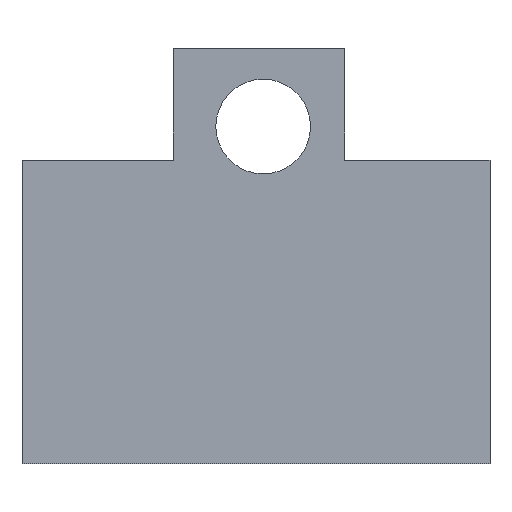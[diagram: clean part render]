
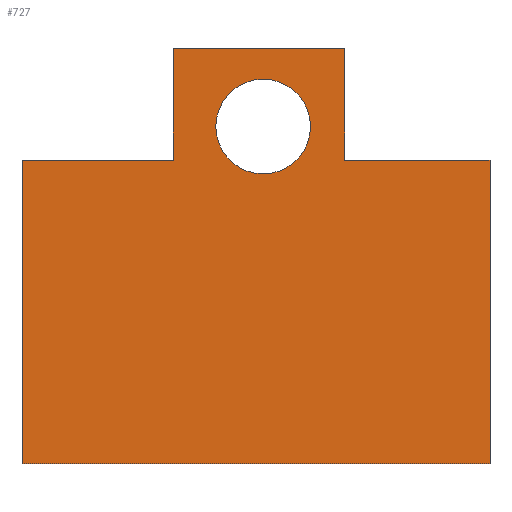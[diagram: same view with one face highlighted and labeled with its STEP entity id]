
A CAD part, top view. The second image highlights one B-rep face of the part: STEP entity #727.
In plain terms, the highlighted planar face has unit normal (0, 0, 1).
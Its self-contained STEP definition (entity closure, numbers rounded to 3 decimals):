
#24 = VERTEX_POINT('',#25);
#25 = CARTESIAN_POINT('',(15.985,43.869,1.));
#32 = PLANE('',#33);
#33 = AXIS2_PLACEMENT_3D('',#34,#35,#36);
#34 = CARTESIAN_POINT('',(15.985,43.869,0.));
#35 = DIRECTION('',(1.,0.,-0.));
#36 = DIRECTION('',(0.,-1.,0.));
#44 = PLANE('',#45);
#45 = AXIS2_PLACEMENT_3D('',#46,#47,#48);
#46 = CARTESIAN_POINT('',(15.985,43.869,0.));
#47 = DIRECTION('',(0.,1.,0.));
#48 = DIRECTION('',(1.,0.,0.));
#56 = EDGE_CURVE('',#24,#57,#59,.T.);
#57 = VERTEX_POINT('',#58);
#58 = CARTESIAN_POINT('',(15.985,32.044,1.));
#59 = SURFACE_CURVE('',#60,(#64,#71),.PCURVE_S1.);
#60 = LINE('',#61,#62);
#61 = CARTESIAN_POINT('',(15.985,43.869,1.));
#62 = VECTOR('',#63,1.);
#63 = DIRECTION('',(0.,-1.,0.));
#64 = PCURVE('',#32,#65);
#65 = DEFINITIONAL_REPRESENTATION('',(#66),#70);
#66 = LINE('',#67,#68);
#67 = CARTESIAN_POINT('',(0.,-1.));
#68 = VECTOR('',#69,1.);
#69 = DIRECTION('',(1.,0.));
#70 = ( GEOMETRIC_REPRESENTATION_CONTEXT(2) 
PARAMETRIC_REPRESENTATION_CONTEXT() REPRESENTATION_CONTEXT('2D SPACE',''
  ) );
#71 = PCURVE('',#72,#77);
#72 = PLANE('',#73);
#73 = AXIS2_PLACEMENT_3D('',#74,#75,#76);
#74 = CARTESIAN_POINT('',(24.75,19.95,1.));
#75 = DIRECTION('',(0.,0.,1.));
#76 = DIRECTION('',(1.,0.,0.));
#77 = DEFINITIONAL_REPRESENTATION('',(#78),#82);
#78 = LINE('',#79,#80);
#79 = CARTESIAN_POINT('',(-8.764,23.919));
#80 = VECTOR('',#81,1.);
#81 = DIRECTION('',(0.,-1.));
#82 = ( GEOMETRIC_REPRESENTATION_CONTEXT(2) 
PARAMETRIC_REPRESENTATION_CONTEXT() REPRESENTATION_CONTEXT('2D SPACE',''
  ) );
#100 = PLANE('',#101);
#101 = AXIS2_PLACEMENT_3D('',#102,#103,#104);
#102 = CARTESIAN_POINT('',(0.,32.044,0.));
#103 = DIRECTION('',(0.,1.,0.));
#104 = DIRECTION('',(1.,0.,0.));
#144 = VERTEX_POINT('',#145);
#145 = CARTESIAN_POINT('',(0.,32.044,1.));
#159 = PLANE('',#160);
#160 = AXIS2_PLACEMENT_3D('',#161,#162,#163);
#161 = CARTESIAN_POINT('',(0.,32.044,0.));
#162 = DIRECTION('',(1.,0.,-0.));
#163 = DIRECTION('',(0.,-1.,0.));
#171 = EDGE_CURVE('',#144,#57,#172,.T.);
#172 = SURFACE_CURVE('',#173,(#177,#184),.PCURVE_S1.);
#173 = LINE('',#174,#175);
#174 = CARTESIAN_POINT('',(0.,32.044,1.));
#175 = VECTOR('',#176,1.);
#176 = DIRECTION('',(1.,0.,0.));
#177 = PCURVE('',#100,#178);
#178 = DEFINITIONAL_REPRESENTATION('',(#179),#183);
#179 = LINE('',#180,#181);
#180 = CARTESIAN_POINT('',(0.,-1.));
#181 = VECTOR('',#182,1.);
#182 = DIRECTION('',(1.,0.));
#183 = ( GEOMETRIC_REPRESENTATION_CONTEXT(2) 
PARAMETRIC_REPRESENTATION_CONTEXT() REPRESENTATION_CONTEXT('2D SPACE',''
  ) );
#184 = PCURVE('',#72,#185);
#185 = DEFINITIONAL_REPRESENTATION('',(#186),#190);
#186 = LINE('',#187,#188);
#187 = CARTESIAN_POINT('',(-24.75,12.094));
#188 = VECTOR('',#189,1.);
#189 = DIRECTION('',(1.,0.));
#190 = ( GEOMETRIC_REPRESENTATION_CONTEXT(2) 
PARAMETRIC_REPRESENTATION_CONTEXT() REPRESENTATION_CONTEXT('2D SPACE',''
  ) );
#218 = EDGE_CURVE('',#144,#219,#221,.T.);
#219 = VERTEX_POINT('',#220);
#220 = CARTESIAN_POINT('',(0.,0.,1.));
#221 = SURFACE_CURVE('',#222,(#226,#233),.PCURVE_S1.);
#222 = LINE('',#223,#224);
#223 = CARTESIAN_POINT('',(0.,32.044,1.));
#224 = VECTOR('',#225,1.);
#225 = DIRECTION('',(0.,-1.,0.));
#226 = PCURVE('',#159,#227);
#227 = DEFINITIONAL_REPRESENTATION('',(#228),#232);
#228 = LINE('',#229,#230);
#229 = CARTESIAN_POINT('',(0.,-1.));
#230 = VECTOR('',#231,1.);
#231 = DIRECTION('',(1.,0.));
#232 = ( GEOMETRIC_REPRESENTATION_CONTEXT(2) 
PARAMETRIC_REPRESENTATION_CONTEXT() REPRESENTATION_CONTEXT('2D SPACE',''
  ) );
#233 = PCURVE('',#72,#234);
#234 = DEFINITIONAL_REPRESENTATION('',(#235),#239);
#235 = LINE('',#236,#237);
#236 = CARTESIAN_POINT('',(-24.75,12.094));
#237 = VECTOR('',#238,1.);
#238 = DIRECTION('',(0.,-1.));
#239 = ( GEOMETRIC_REPRESENTATION_CONTEXT(2) 
PARAMETRIC_REPRESENTATION_CONTEXT() REPRESENTATION_CONTEXT('2D SPACE',''
  ) );
#257 = PLANE('',#258);
#258 = AXIS2_PLACEMENT_3D('',#259,#260,#261);
#259 = CARTESIAN_POINT('',(0.,0.,0.));
#260 = DIRECTION('',(0.,1.,0.));
#261 = DIRECTION('',(1.,0.,0.));
#294 = EDGE_CURVE('',#219,#295,#297,.T.);
#295 = VERTEX_POINT('',#296);
#296 = CARTESIAN_POINT('',(49.416,0.,1.));
#297 = SURFACE_CURVE('',#298,(#302,#309),.PCURVE_S1.);
#298 = LINE('',#299,#300);
#299 = CARTESIAN_POINT('',(0.,0.,1.));
#300 = VECTOR('',#301,1.);
#301 = DIRECTION('',(1.,0.,0.));
#302 = PCURVE('',#257,#303);
#303 = DEFINITIONAL_REPRESENTATION('',(#304),#308);
#304 = LINE('',#305,#306);
#305 = CARTESIAN_POINT('',(0.,-1.));
#306 = VECTOR('',#307,1.);
#307 = DIRECTION('',(1.,0.));
#308 = ( GEOMETRIC_REPRESENTATION_CONTEXT(2) 
PARAMETRIC_REPRESENTATION_CONTEXT() REPRESENTATION_CONTEXT('2D SPACE',''
  ) );
#309 = PCURVE('',#72,#310);
#310 = DEFINITIONAL_REPRESENTATION('',(#311),#315);
#311 = LINE('',#312,#313);
#312 = CARTESIAN_POINT('',(-24.75,-19.95));
#313 = VECTOR('',#314,1.);
#314 = DIRECTION('',(1.,0.));
#315 = ( GEOMETRIC_REPRESENTATION_CONTEXT(2) 
PARAMETRIC_REPRESENTATION_CONTEXT() REPRESENTATION_CONTEXT('2D SPACE',''
  ) );
#333 = PLANE('',#334);
#334 = AXIS2_PLACEMENT_3D('',#335,#336,#337);
#335 = CARTESIAN_POINT('',(49.416,0.,0.));
#336 = DIRECTION('',(-1.,0.,0.));
#337 = DIRECTION('',(0.,1.,0.));
#370 = EDGE_CURVE('',#295,#371,#373,.T.);
#371 = VERTEX_POINT('',#372);
#372 = CARTESIAN_POINT('',(49.416,32.044,1.));
#373 = SURFACE_CURVE('',#374,(#378,#385),.PCURVE_S1.);
#374 = LINE('',#375,#376);
#375 = CARTESIAN_POINT('',(49.416,0.,1.));
#376 = VECTOR('',#377,1.);
#377 = DIRECTION('',(0.,1.,0.));
#378 = PCURVE('',#333,#379);
#379 = DEFINITIONAL_REPRESENTATION('',(#380),#384);
#380 = LINE('',#381,#382);
#381 = CARTESIAN_POINT('',(0.,-1.));
#382 = VECTOR('',#383,1.);
#383 = DIRECTION('',(1.,0.));
#384 = ( GEOMETRIC_REPRESENTATION_CONTEXT(2) 
PARAMETRIC_REPRESENTATION_CONTEXT() REPRESENTATION_CONTEXT('2D SPACE',''
  ) );
#385 = PCURVE('',#72,#386);
#386 = DEFINITIONAL_REPRESENTATION('',(#387),#391);
#387 = LINE('',#388,#389);
#388 = CARTESIAN_POINT('',(24.666,-19.95));
#389 = VECTOR('',#390,1.);
#390 = DIRECTION('',(0.,1.));
#391 = ( GEOMETRIC_REPRESENTATION_CONTEXT(2) 
PARAMETRIC_REPRESENTATION_CONTEXT() REPRESENTATION_CONTEXT('2D SPACE',''
  ) );
#409 = PLANE('',#410);
#410 = AXIS2_PLACEMENT_3D('',#411,#412,#413);
#411 = CARTESIAN_POINT('',(34.088,32.044,0.));
#412 = DIRECTION('',(0.,1.,0.));
#413 = DIRECTION('',(1.,0.,0.));
#448 = VERTEX_POINT('',#449);
#449 = CARTESIAN_POINT('',(34.088,32.044,1.));
#463 = PLANE('',#464);
#464 = AXIS2_PLACEMENT_3D('',#465,#466,#467);
#465 = CARTESIAN_POINT('',(34.088,32.044,0.));
#466 = DIRECTION('',(-1.,0.,0.));
#467 = DIRECTION('',(0.,1.,0.));
#475 = EDGE_CURVE('',#448,#371,#476,.T.);
#476 = SURFACE_CURVE('',#477,(#481,#488),.PCURVE_S1.);
#477 = LINE('',#478,#479);
#478 = CARTESIAN_POINT('',(34.088,32.044,1.));
#479 = VECTOR('',#480,1.);
#480 = DIRECTION('',(1.,0.,0.));
#481 = PCURVE('',#409,#482);
#482 = DEFINITIONAL_REPRESENTATION('',(#483),#487);
#483 = LINE('',#484,#485);
#484 = CARTESIAN_POINT('',(0.,-1.));
#485 = VECTOR('',#486,1.);
#486 = DIRECTION('',(1.,0.));
#487 = ( GEOMETRIC_REPRESENTATION_CONTEXT(2) 
PARAMETRIC_REPRESENTATION_CONTEXT() REPRESENTATION_CONTEXT('2D SPACE',''
  ) );
#488 = PCURVE('',#72,#489);
#489 = DEFINITIONAL_REPRESENTATION('',(#490),#494);
#490 = LINE('',#491,#492);
#491 = CARTESIAN_POINT('',(9.338,12.094));
#492 = VECTOR('',#493,1.);
#493 = DIRECTION('',(1.,0.));
#494 = ( GEOMETRIC_REPRESENTATION_CONTEXT(2) 
PARAMETRIC_REPRESENTATION_CONTEXT() REPRESENTATION_CONTEXT('2D SPACE',''
  ) );
#522 = EDGE_CURVE('',#448,#523,#525,.T.);
#523 = VERTEX_POINT('',#524);
#524 = CARTESIAN_POINT('',(34.088,43.869,1.));
#525 = SURFACE_CURVE('',#526,(#530,#537),.PCURVE_S1.);
#526 = LINE('',#527,#528);
#527 = CARTESIAN_POINT('',(34.088,32.044,1.));
#528 = VECTOR('',#529,1.);
#529 = DIRECTION('',(0.,1.,0.));
#530 = PCURVE('',#463,#531);
#531 = DEFINITIONAL_REPRESENTATION('',(#532),#536);
#532 = LINE('',#533,#534);
#533 = CARTESIAN_POINT('',(0.,-1.));
#534 = VECTOR('',#535,1.);
#535 = DIRECTION('',(1.,0.));
#536 = ( GEOMETRIC_REPRESENTATION_CONTEXT(2) 
PARAMETRIC_REPRESENTATION_CONTEXT() REPRESENTATION_CONTEXT('2D SPACE',''
  ) );
#537 = PCURVE('',#72,#538);
#538 = DEFINITIONAL_REPRESENTATION('',(#539),#543);
#539 = LINE('',#540,#541);
#540 = CARTESIAN_POINT('',(9.338,12.094));
#541 = VECTOR('',#542,1.);
#542 = DIRECTION('',(0.,1.));
#543 = ( GEOMETRIC_REPRESENTATION_CONTEXT(2) 
PARAMETRIC_REPRESENTATION_CONTEXT() REPRESENTATION_CONTEXT('2D SPACE',''
  ) );
#593 = EDGE_CURVE('',#24,#523,#594,.T.);
#594 = SURFACE_CURVE('',#595,(#599,#606),.PCURVE_S1.);
#595 = LINE('',#596,#597);
#596 = CARTESIAN_POINT('',(15.985,43.869,1.));
#597 = VECTOR('',#598,1.);
#598 = DIRECTION('',(1.,0.,0.));
#599 = PCURVE('',#44,#600);
#600 = DEFINITIONAL_REPRESENTATION('',(#601),#605);
#601 = LINE('',#602,#603);
#602 = CARTESIAN_POINT('',(0.,-1.));
#603 = VECTOR('',#604,1.);
#604 = DIRECTION('',(1.,0.));
#605 = ( GEOMETRIC_REPRESENTATION_CONTEXT(2) 
PARAMETRIC_REPRESENTATION_CONTEXT() REPRESENTATION_CONTEXT('2D SPACE',''
  ) );
#606 = PCURVE('',#72,#607);
#607 = DEFINITIONAL_REPRESENTATION('',(#608),#612);
#608 = LINE('',#609,#610);
#609 = CARTESIAN_POINT('',(-8.764,23.919));
#610 = VECTOR('',#611,1.);
#611 = DIRECTION('',(1.,0.));
#612 = ( GEOMETRIC_REPRESENTATION_CONTEXT(2) 
PARAMETRIC_REPRESENTATION_CONTEXT() REPRESENTATION_CONTEXT('2D SPACE',''
  ) );
#642 = VERTEX_POINT('',#643);
#643 = CARTESIAN_POINT('',(30.464,35.604,1.));
#650 = CYLINDRICAL_SURFACE('',#651,5.);
#651 = AXIS2_PLACEMENT_3D('',#652,#653,#654);
#652 = CARTESIAN_POINT('',(25.464,35.604,0.));
#653 = DIRECTION('',(-0.,-0.,-1.));
#654 = DIRECTION('',(1.,0.,0.));
#669 = EDGE_CURVE('',#642,#642,#670,.T.);
#670 = SURFACE_CURVE('',#671,(#676,#683),.PCURVE_S1.);
#671 = CIRCLE('',#672,5.);
#672 = AXIS2_PLACEMENT_3D('',#673,#674,#675);
#673 = CARTESIAN_POINT('',(25.464,35.604,1.));
#674 = DIRECTION('',(0.,0.,1.));
#675 = DIRECTION('',(1.,0.,0.));
#676 = PCURVE('',#650,#677);
#677 = DEFINITIONAL_REPRESENTATION('',(#678),#682);
#678 = LINE('',#679,#680);
#679 = CARTESIAN_POINT('',(-0.,-1.));
#680 = VECTOR('',#681,1.);
#681 = DIRECTION('',(-1.,0.));
#682 = ( GEOMETRIC_REPRESENTATION_CONTEXT(2) 
PARAMETRIC_REPRESENTATION_CONTEXT() REPRESENTATION_CONTEXT('2D SPACE',''
  ) );
#683 = PCURVE('',#72,#684);
#684 = DEFINITIONAL_REPRESENTATION('',(#685),#689);
#685 = CIRCLE('',#686,5.);
#686 = AXIS2_PLACEMENT_2D('',#687,#688);
#687 = CARTESIAN_POINT('',(0.715,15.654));
#688 = DIRECTION('',(1.,0.));
#689 = ( GEOMETRIC_REPRESENTATION_CONTEXT(2) 
PARAMETRIC_REPRESENTATION_CONTEXT() REPRESENTATION_CONTEXT('2D SPACE',''
  ) );
#727 = ADVANCED_FACE('',(#728,#738),#72,.T.);
#728 = FACE_BOUND('',#729,.T.);
#729 = EDGE_LOOP('',(#730,#731,#732,#733,#734,#735,#736,#737));
#730 = ORIENTED_EDGE('',*,*,#56,.T.);
#731 = ORIENTED_EDGE('',*,*,#171,.F.);
#732 = ORIENTED_EDGE('',*,*,#218,.T.);
#733 = ORIENTED_EDGE('',*,*,#294,.T.);
#734 = ORIENTED_EDGE('',*,*,#370,.T.);
#735 = ORIENTED_EDGE('',*,*,#475,.F.);
#736 = ORIENTED_EDGE('',*,*,#522,.T.);
#737 = ORIENTED_EDGE('',*,*,#593,.F.);
#738 = FACE_BOUND('',#739,.T.);
#739 = EDGE_LOOP('',(#740));
#740 = ORIENTED_EDGE('',*,*,#669,.F.);
